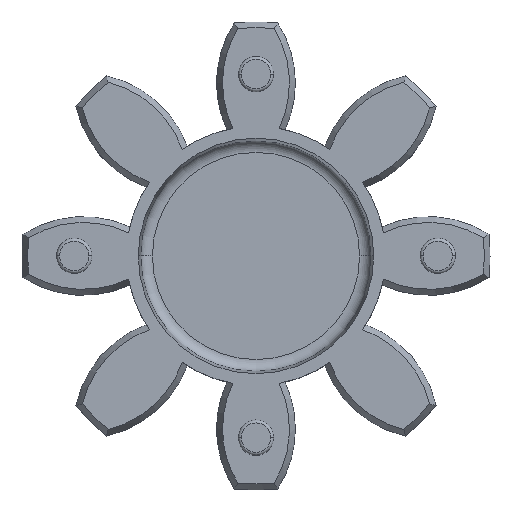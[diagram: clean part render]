
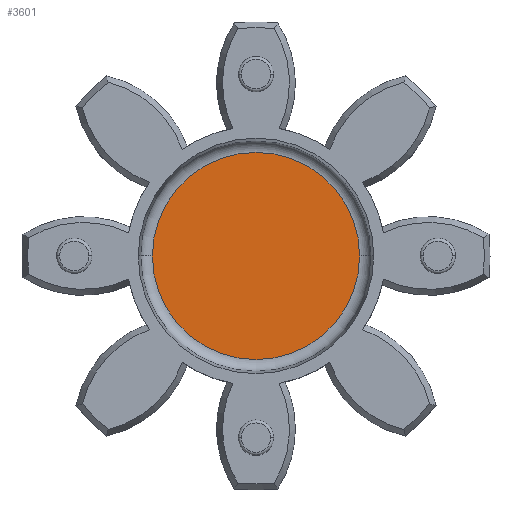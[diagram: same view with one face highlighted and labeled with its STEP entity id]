
A CAD part, top view. The second image highlights one B-rep face of the part: STEP entity #3601.
In plain terms, the highlighted planar face has unit normal (0, 0, 1).
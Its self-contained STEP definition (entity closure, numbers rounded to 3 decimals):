
#89 = DIRECTION ( 'NONE',  ( 1., 0., 0. ) ) ;
#232 = AXIS2_PLACEMENT_3D ( 'NONE', #3626, #1021, #2645 ) ;
#437 = AXIS2_PLACEMENT_3D ( 'NONE', #2318, #1945, #3256 ) ;
#468 = CIRCLE ( 'NONE', #3193, 17.598 ) ;
#515 = VERTEX_POINT ( 'NONE', #1310 ) ;
#575 = CIRCLE ( 'NONE', #437, 17.598 ) ;
#773 = ORIENTED_EDGE ( 'NONE', *, *, #3452, .T. ) ;
#1021 = DIRECTION ( 'NONE',  ( 0., 0., 1. ) ) ;
#1113 = DIRECTION ( 'NONE',  ( 0., 0., 1. ) ) ;
#1310 = CARTESIAN_POINT ( 'NONE',  ( 17.598, 0., 2.5 ) ) ;
#1638 = PLANE ( 'NONE',  #232 ) ;
#1945 = DIRECTION ( 'NONE',  ( 0., 0., 1. ) ) ;
#2067 = FACE_OUTER_BOUND ( 'NONE', #2344, .T. ) ;
#2318 = CARTESIAN_POINT ( 'NONE',  ( 0., 0., 2.5 ) ) ;
#2344 = EDGE_LOOP ( 'NONE', ( #773, #2758 ) ) ;
#2420 = VERTEX_POINT ( 'NONE', #2769 ) ;
#2645 = DIRECTION ( 'NONE',  ( 1., 0., 0. ) ) ;
#2758 = ORIENTED_EDGE ( 'NONE', *, *, #4073, .T. ) ;
#2769 = CARTESIAN_POINT ( 'NONE',  ( -17.598, 0., 2.5 ) ) ;
#3013 = CARTESIAN_POINT ( 'NONE',  ( 0., 0., 2.5 ) ) ;
#3193 = AXIS2_PLACEMENT_3D ( 'NONE', #3013, #1113, #89 ) ;
#3256 = DIRECTION ( 'NONE',  ( 1., 0., 0. ) ) ;
#3452 = EDGE_CURVE ( 'NONE', #515, #2420, #575, .T. ) ;
#3601 = ADVANCED_FACE ( 'NONE', ( #2067 ), #1638, .T. ) ;
#3626 = CARTESIAN_POINT ( 'NONE',  ( 0., 0., 2.5 ) ) ;
#4073 = EDGE_CURVE ( 'NONE', #2420, #515, #468, .T. ) ;
